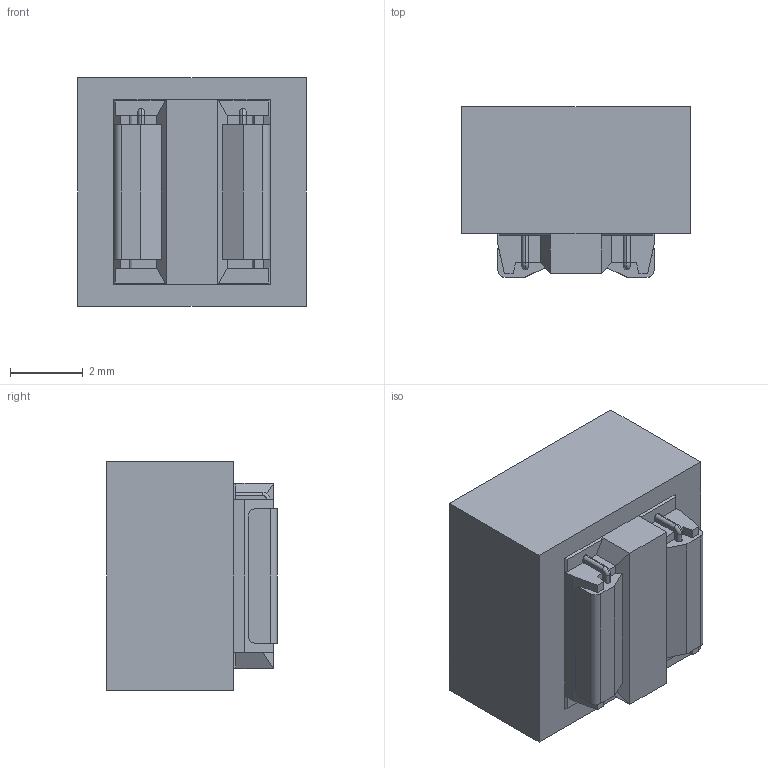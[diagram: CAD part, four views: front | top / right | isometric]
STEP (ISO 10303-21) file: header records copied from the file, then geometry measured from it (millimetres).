
FILE_DESCRIPTION (( 'STEP AP214' ), '1' );
FILE_NAME ('LQH66SN100M03L.STEP', '2022-07-08T05:58:39', ( '' ), ( '' ), 'SwSTEP 2.0', 'SolidWorks 2018', '' );
FILE_SCHEMA (( 'AUTOMOTIVE_DESIGN' ));
Length unit declared in the file: millimetre
Products named in the file (1): LQH66SN100M03L
Bounding box: 6.3 x 4.7 x 6.3 mm (x, y, z)
Volume: 154.5 mm3; surface area: 224 mm2
Topology: 5 solids, 5 shells, 98 faces, 238 edges, 152 vertices
Faces by surface type: plane 80, cylinder 14, torus 4
Entity records: 2882 total; most frequent: CARTESIAN_POINT 501, ORIENTED_EDGE 476, DIRECTION 462, EDGE_CURVE 238, LINE 204, VECTOR 204, VERTEX_POINT 152, AXIS2_PLACEMENT_3D 129
